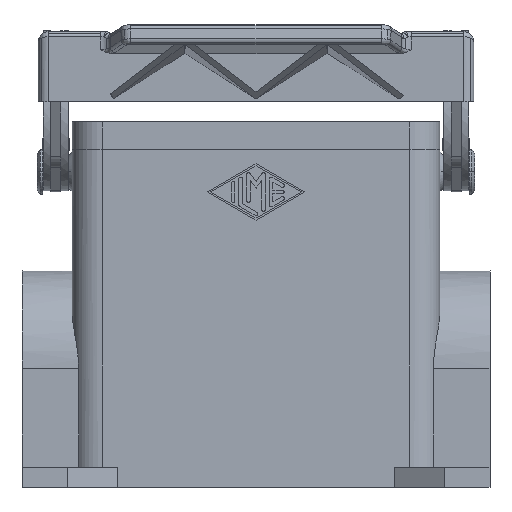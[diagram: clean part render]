
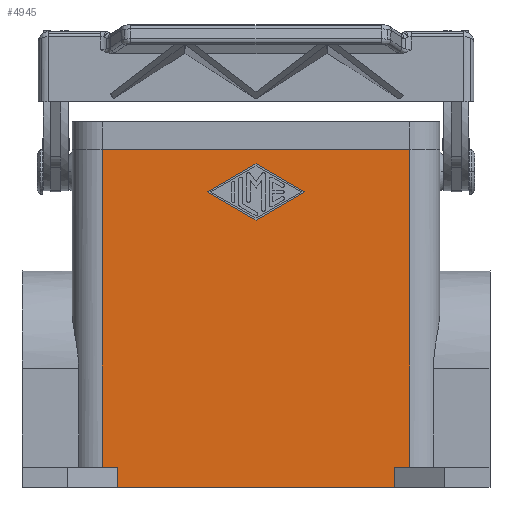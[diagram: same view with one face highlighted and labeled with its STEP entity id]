
A CAD part, front view. The second image highlights one B-rep face of the part: STEP entity #4945.
In plain terms, the highlighted planar face has unit normal (0, -1, 0).
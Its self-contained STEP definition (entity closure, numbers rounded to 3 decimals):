
#4103=CARTESIAN_POINT('',(-9.75,-21.75,15.));
#4104=VERTEX_POINT('',#4103);
#4111=CARTESIAN_POINT('',(0.,-21.75,9.375));
#4112=VERTEX_POINT('',#4111);
#4113=CARTESIAN_POINT('',(0.,-21.75,9.375));
#4114=DIRECTION('',(-0.866,0.0,0.5));
#4115=VECTOR('',#4114,11.256);
#4116=LINE('',#4113,#4115);
#4117=EDGE_CURVE('',#4112,#4104,#4116,.T.);
#4142=CARTESIAN_POINT('',(9.75,-21.75,15.));
#4143=VERTEX_POINT('',#4142);
#4144=CARTESIAN_POINT('',(9.75,-21.75,15.));
#4145=DIRECTION('',(-0.866,0.0,-0.5));
#4146=VECTOR('',#4145,11.256);
#4147=LINE('',#4144,#4146);
#4148=EDGE_CURVE('',#4143,#4112,#4147,.T.);
#4173=CARTESIAN_POINT('',(0.,-21.75,20.625));
#4174=VERTEX_POINT('',#4173);
#4175=CARTESIAN_POINT('',(0.,-21.75,20.625));
#4176=DIRECTION('',(0.866,0.0,-0.5));
#4177=VECTOR('',#4176,11.256);
#4178=LINE('',#4175,#4177);
#4179=EDGE_CURVE('',#4174,#4143,#4178,.T.);
#4202=CARTESIAN_POINT('',(-9.75,-21.75,15.));
#4203=DIRECTION('',(0.866,0.0,0.5));
#4204=VECTOR('',#4203,11.256);
#4205=LINE('',#4202,#4204);
#4206=EDGE_CURVE('',#4104,#4174,#4205,.T.);
#4868=CARTESIAN_POINT('',(27.75,-21.75,-44.0));
#4869=DIRECTION('',(0.0,-1.0,0.0));
#4870=DIRECTION('',(0.0,0.0,-1.0));
#4871=AXIS2_PLACEMENT_3D('',#4868,#4869,#4870);
#4872=PLANE('',#4871);
#4873=CARTESIAN_POINT('',(-27.75,-21.75,-44.0));
#4874=VERTEX_POINT('',#4873);
#4875=CARTESIAN_POINT('',(-27.75,-21.75,-40.0));
#4876=VERTEX_POINT('',#4875);
#4877=CARTESIAN_POINT('',(-27.75,-21.75,-44.0));
#4878=DIRECTION('',(0.0,0.0,1.0));
#4879=VECTOR('',#4878,4.0);
#4880=LINE('',#4877,#4879);
#4881=EDGE_CURVE('',#4874,#4876,#4880,.T.);
#4882=ORIENTED_EDGE('',*,*,#4881,.F.);
#4883=CARTESIAN_POINT('',(27.75,-21.75,-44.0));
#4884=VERTEX_POINT('',#4883);
#4885=CARTESIAN_POINT('',(27.75,-21.75,-44.0));
#4886=DIRECTION('',(-1.0,0.0,0.0));
#4887=VECTOR('',#4886,55.5);
#4888=LINE('',#4885,#4887);
#4889=EDGE_CURVE('',#4884,#4874,#4888,.T.);
#4890=ORIENTED_EDGE('',*,*,#4889,.F.);
#4891=CARTESIAN_POINT('',(27.75,-21.75,-40.0));
#4892=VERTEX_POINT('',#4891);
#4893=CARTESIAN_POINT('',(27.75,-21.75,-44.0));
#4894=DIRECTION('',(0.0,0.0,1.0));
#4895=VECTOR('',#4894,4.0);
#4896=LINE('',#4893,#4895);
#4897=EDGE_CURVE('',#4884,#4892,#4896,.T.);
#4898=ORIENTED_EDGE('',*,*,#4897,.T.);
#4899=CARTESIAN_POINT('',(30.75,-21.75,-40.0));
#4900=VERTEX_POINT('',#4899);
#4901=CARTESIAN_POINT('',(30.75,-21.75,-40.0));
#4902=DIRECTION('',(-1.0,0.0,0.0));
#4903=VECTOR('',#4902,3.);
#4904=LINE('',#4901,#4903);
#4905=EDGE_CURVE('',#4900,#4892,#4904,.T.);
#4906=ORIENTED_EDGE('',*,*,#4905,.F.);
#4907=CARTESIAN_POINT('',(30.75,-21.75,23.5));
#4908=VERTEX_POINT('',#4907);
#4909=CARTESIAN_POINT('',(30.75,-21.75,-40.0));
#4910=DIRECTION('',(0.0,0.0,1.0));
#4911=VECTOR('',#4910,63.5);
#4912=LINE('',#4909,#4911);
#4913=EDGE_CURVE('',#4900,#4908,#4912,.T.);
#4914=ORIENTED_EDGE('',*,*,#4913,.T.);
#4915=CARTESIAN_POINT('',(-30.75,-21.75,23.5));
#4916=VERTEX_POINT('',#4915);
#4917=CARTESIAN_POINT('',(30.75,-21.75,23.5));
#4918=DIRECTION('',(-1.0,0.0,0.0));
#4919=VECTOR('',#4918,61.5);
#4920=LINE('',#4917,#4919);
#4921=EDGE_CURVE('',#4908,#4916,#4920,.T.);
#4922=ORIENTED_EDGE('',*,*,#4921,.T.);
#4923=CARTESIAN_POINT('',(-30.75,-21.75,-40.0));
#4924=VERTEX_POINT('',#4923);
#4925=CARTESIAN_POINT('',(-30.75,-21.75,-40.0));
#4926=DIRECTION('',(0.0,0.0,1.0));
#4927=VECTOR('',#4926,63.5);
#4928=LINE('',#4925,#4927);
#4929=EDGE_CURVE('',#4924,#4916,#4928,.T.);
#4930=ORIENTED_EDGE('',*,*,#4929,.F.);
#4931=CARTESIAN_POINT('',(-27.75,-21.75,-40.0));
#4932=DIRECTION('',(-1.0,0.0,0.0));
#4933=VECTOR('',#4932,3.);
#4934=LINE('',#4931,#4933);
#4935=EDGE_CURVE('',#4876,#4924,#4934,.T.);
#4936=ORIENTED_EDGE('',*,*,#4935,.F.);
#4937=EDGE_LOOP('',(#4882,#4890,#4898,#4906,#4914,#4922,#4930,#4936));
#4938=FACE_OUTER_BOUND('',#4937,.T.);
#4939=ORIENTED_EDGE('',*,*,#4117,.T.);
#4940=ORIENTED_EDGE('',*,*,#4206,.T.);
#4941=ORIENTED_EDGE('',*,*,#4179,.T.);
#4942=ORIENTED_EDGE('',*,*,#4148,.T.);
#4943=EDGE_LOOP('',(#4939,#4940,#4941,#4942));
#4944=FACE_BOUND('',#4943,.T.);
#4945=ADVANCED_FACE('',(#4938,#4944),#4872,.T.);
